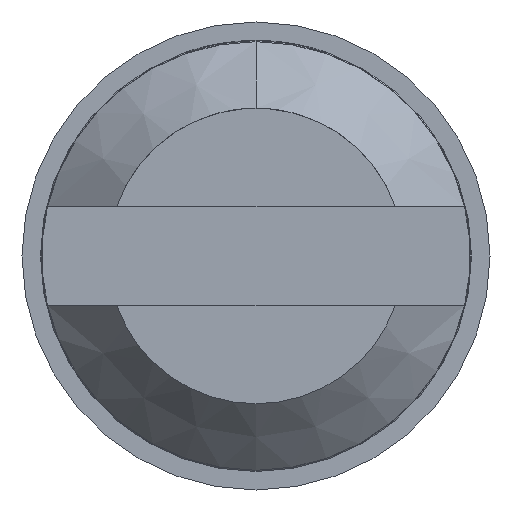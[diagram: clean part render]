
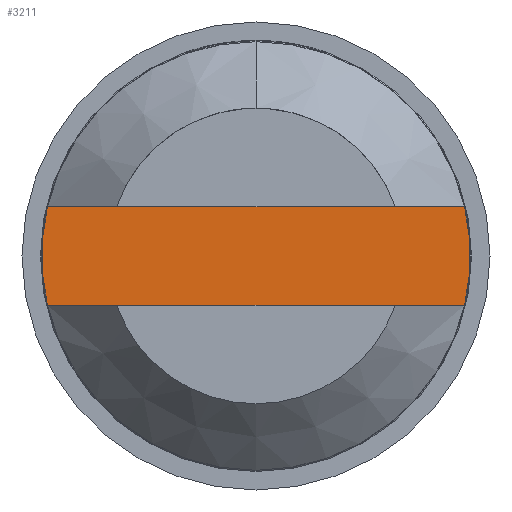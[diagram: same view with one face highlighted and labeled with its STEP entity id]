
A CAD part, front view. The second image highlights one B-rep face of the part: STEP entity #3211.
In plain terms, the highlighted planar face has unit normal (0, -1, 0).
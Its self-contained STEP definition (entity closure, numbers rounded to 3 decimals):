
#37 = ORIENTED_EDGE ( 'NONE', *, *, #2108, .T. ) ;
#137 = DIRECTION ( 'NONE',  ( 0., 0., 1. ) ) ;
#190 = DIRECTION ( 'NONE',  ( 0., 0., 1. ) ) ;
#426 = DIRECTION ( 'NONE',  ( 0., -1., 0. ) ) ;
#446 = ORIENTED_EDGE ( 'NONE', *, *, #907, .F. ) ;
#595 = CIRCLE ( 'NONE', #1173, 1.74 ) ;
#744 = AXIS2_PLACEMENT_3D ( 'NONE', #1109, #1902, #137 ) ;
#766 = VECTOR ( 'NONE', #2194, 1000. ) ;
#801 = LINE ( 'NONE', #3093, #2261 ) ;
#804 = VERTEX_POINT ( 'NONE', #2934 ) ;
#859 = CARTESIAN_POINT ( 'NONE',  ( 1.693, 3., 0.4 ) ) ;
#907 = EDGE_CURVE ( 'Defeature ausgef�hrt1_12+Defeature ausgef�hrt1_13+Defeature ausgef�hrt1_6+Defeature ausgef�hrt1_6', #804, #1717, #921, .T. ) ;
#921 = LINE ( 'NONE', #1377, #766 ) ;
#1095 = VERTEX_POINT ( 'NONE', #1108 ) ;
#1108 = CARTESIAN_POINT ( 'NONE',  ( -1.693, 3., -0.4 ) ) ;
#1109 = CARTESIAN_POINT ( 'NONE',  ( -1.9, 3., -0.4 ) ) ;
#1173 = AXIS2_PLACEMENT_3D ( 'NONE', #1726, #1950, #190 ) ;
#1234 = DIRECTION ( 'NONE',  ( 0., 0., 1. ) ) ;
#1377 = CARTESIAN_POINT ( 'NONE',  ( -1.9, 3., 0.4 ) ) ;
#1450 = EDGE_LOOP ( 'NONE', ( #2139, #37, #3006, #446 ) ) ;
#1646 = EDGE_CURVE ( 'Defeature ausgef�hrt1_13+Defeature ausgef�hrt1_6+Defeature ausgef�hrt1_12+Defeature ausgef�hrt1_14', #804, #1095, #3129, .T. ) ;
#1656 = PLANE ( 'NONE',  #744 ) ;
#1663 = VERTEX_POINT ( 'NONE', #3039 ) ;
#1710 = AXIS2_PLACEMENT_3D ( 'NONE', #2015, #426, #1234 ) ;
#1717 = VERTEX_POINT ( 'NONE', #859 ) ;
#1726 = CARTESIAN_POINT ( 'NONE',  ( 0., 3., 0. ) ) ;
#1902 = DIRECTION ( 'NONE',  ( 0., 1., 0. ) ) ;
#1950 = DIRECTION ( 'NONE',  ( 0., -1., 0. ) ) ;
#2015 = CARTESIAN_POINT ( 'NONE',  ( 0., 3., 0. ) ) ;
#2108 = EDGE_CURVE ( 'Defeature ausgef�hrt1_13+Defeature ausgef�hrt1_14+Defeature ausgef�hrt1_6+Defeature ausgef�hrt1_6', #1095, #1663, #801, .T. ) ;
#2139 = ORIENTED_EDGE ( 'NONE', *, *, #1646, .T. ) ;
#2194 = DIRECTION ( 'NONE',  ( 1., 0., 0. ) ) ;
#2261 = VECTOR ( 'NONE', #2364, 1000. ) ;
#2341 = FACE_OUTER_BOUND ( 'NONE', #1450, .T. ) ;
#2364 = DIRECTION ( 'NONE',  ( 1., 0., 0. ) ) ;
#2464 = EDGE_CURVE ( 'Defeature ausgef�hrt1_13+Defeature ausgef�hrt1_6+Defeature ausgef�hrt1_14+Defeature ausgef�hrt1_12', #1663, #1717, #595, .T. ) ;
#2934 = CARTESIAN_POINT ( 'NONE',  ( -1.693, 3., 0.4 ) ) ;
#3006 = ORIENTED_EDGE ( 'NONE', *, *, #2464, .T. ) ;
#3039 = CARTESIAN_POINT ( 'NONE',  ( 1.693, 3., -0.4 ) ) ;
#3093 = CARTESIAN_POINT ( 'NONE',  ( -1.9, 3., -0.4 ) ) ;
#3129 = CIRCLE ( 'NONE', #1710, 1.74 ) ;
#3211 = ADVANCED_FACE ( 'Defeature ausgef�hrt1_13', ( #2341 ), #1656, .F. ) ;
